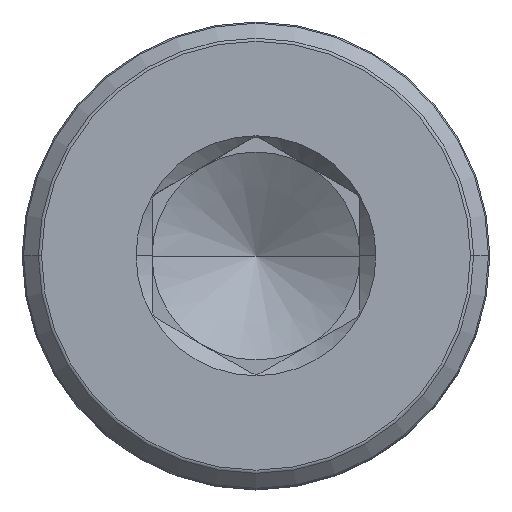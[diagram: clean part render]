
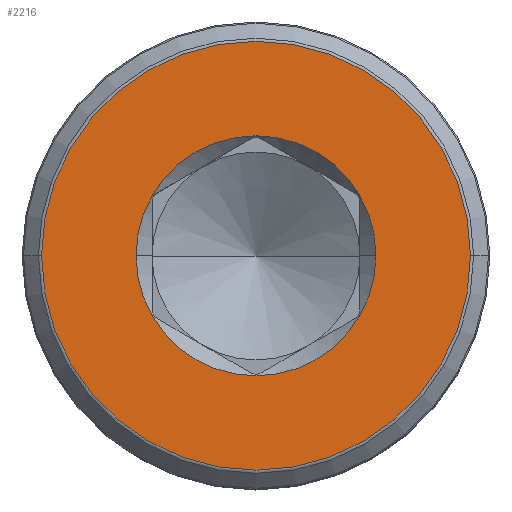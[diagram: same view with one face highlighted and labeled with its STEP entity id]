
A CAD part, top view. The second image highlights one B-rep face of the part: STEP entity #2216.
In plain terms, the highlighted planar face has unit normal (0, 0, 1).
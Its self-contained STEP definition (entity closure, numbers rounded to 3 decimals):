
#12 = AXIS2_PLACEMENT_3D ( 'NONE', #17, #1147, #1948 ) ;
#17 = CARTESIAN_POINT ( 'NONE',  ( 0., 0., 5.25 ) ) ;
#346 = DIRECTION ( 'NONE',  ( 1., 0., 0. ) ) ;
#385 = CARTESIAN_POINT ( 'NONE',  ( 0., 0., 5.25 ) ) ;
#658 = DIRECTION ( 'NONE',  ( 1., 0., 0. ) ) ;
#748 = DIRECTION ( 'NONE',  ( 0., 0., 1. ) ) ;
#852 = AXIS2_PLACEMENT_3D ( 'NONE', #385, #3083, #4628 ) ;
#1090 = VERTEX_POINT ( 'NONE', #1961 ) ;
#1108 = EDGE_CURVE ( 'NONE', #3327, #3111, #1186, .T. ) ;
#1147 = DIRECTION ( 'NONE',  ( 0., 0., 1. ) ) ;
#1186 = CIRCLE ( 'NONE', #12, 1.155 ) ;
#1359 = FACE_BOUND ( 'NONE', #3275, .T. ) ;
#1503 = AXIS2_PLACEMENT_3D ( 'NONE', #4168, #4898, #658 ) ;
#1517 = CARTESIAN_POINT ( 'NONE',  ( -1.155, 0., 5.25 ) ) ;
#1741 = DIRECTION ( 'NONE',  ( 0., 0., -1. ) ) ;
#1783 = PLANE ( 'NONE',  #3510 ) ;
#1948 = DIRECTION ( 'NONE',  ( 1., 0., 0. ) ) ;
#1961 = CARTESIAN_POINT ( 'NONE',  ( 2.064, 0., 5.25 ) ) ;
#2032 = EDGE_CURVE ( 'NONE', #1090, #2634, #2819, .T. ) ;
#2209 = ORIENTED_EDGE ( 'NONE', *, *, #2481, .F. ) ;
#2216 = ADVANCED_FACE ( 'NONE', ( #1359, #4921 ), #1783, .F. ) ;
#2481 = EDGE_CURVE ( 'NONE', #3111, #3327, #2765, .T. ) ;
#2584 = CARTESIAN_POINT ( 'NONE',  ( 0., 2.064, 5.25 ) ) ;
#2634 = VERTEX_POINT ( 'NONE', #3177 ) ;
#2676 = CARTESIAN_POINT ( 'NONE',  ( 0., 0., 5.25 ) ) ;
#2765 = CIRCLE ( 'NONE', #852, 1.155 ) ;
#2819 = CIRCLE ( 'NONE', #3864, 2.064 ) ;
#2852 = ORIENTED_EDGE ( 'NONE', *, *, #4378, .T. ) ;
#3083 = DIRECTION ( 'NONE',  ( 0., 0., 1. ) ) ;
#3111 = VERTEX_POINT ( 'NONE', #4495 ) ;
#3114 = EDGE_LOOP ( 'NONE', ( #3770, #2852 ) ) ;
#3177 = CARTESIAN_POINT ( 'NONE',  ( -2.064, 0., 5.25 ) ) ;
#3275 = EDGE_LOOP ( 'NONE', ( #2209, #4325 ) ) ;
#3296 = DIRECTION ( 'NONE',  ( -1., 0., 0. ) ) ;
#3327 = VERTEX_POINT ( 'NONE', #1517 ) ;
#3510 = AXIS2_PLACEMENT_3D ( 'NONE', #2584, #1741, #3296 ) ;
#3770 = ORIENTED_EDGE ( 'NONE', *, *, #2032, .T. ) ;
#3864 = AXIS2_PLACEMENT_3D ( 'NONE', #2676, #748, #346 ) ;
#4168 = CARTESIAN_POINT ( 'NONE',  ( 0., 0., 5.25 ) ) ;
#4303 = CIRCLE ( 'NONE', #1503, 2.064 ) ;
#4325 = ORIENTED_EDGE ( 'NONE', *, *, #1108, .F. ) ;
#4378 = EDGE_CURVE ( 'NONE', #2634, #1090, #4303, .T. ) ;
#4495 = CARTESIAN_POINT ( 'NONE',  ( 1.155, 0., 5.25 ) ) ;
#4628 = DIRECTION ( 'NONE',  ( 1., 0., 0. ) ) ;
#4898 = DIRECTION ( 'NONE',  ( 0., 0., 1. ) ) ;
#4921 = FACE_OUTER_BOUND ( 'NONE', #3114, .T. ) ;
